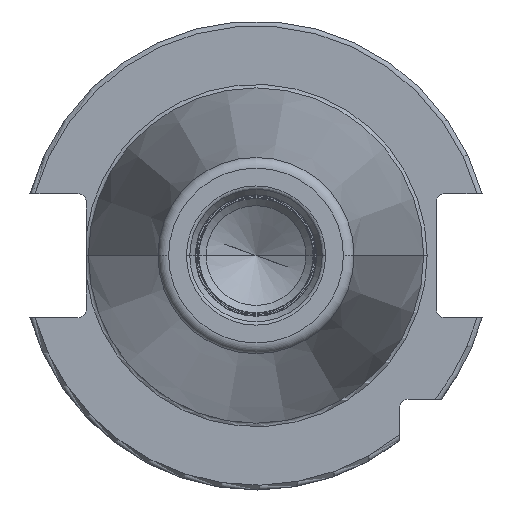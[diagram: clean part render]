
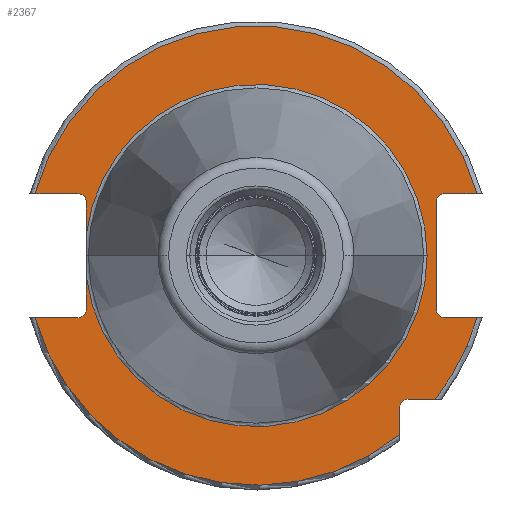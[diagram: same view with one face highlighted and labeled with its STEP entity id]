
A CAD part, left-side view. The second image highlights one B-rep face of the part: STEP entity #2367.
In plain terms, the highlighted planar face has unit normal (-1, 0, 0).
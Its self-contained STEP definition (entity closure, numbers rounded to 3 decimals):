
#105=CARTESIAN_POINT('',(3.2,35.3,-4.415));
#117=CARTESIAN_POINT('',(3.2,0.,0.));
#118=DIRECTION('',(-1.,0.,0.));
#119=DIRECTION('',(0.,0.992,-0.124));
#120=AXIS2_PLACEMENT_3D('',#117,#118,#119);
#135=CARTESIAN_POINT('',(3.2,37.05,-11.15));
#136=DIRECTION('',(1.,0.,0.));
#137=DIRECTION('',(0.,-1.,0.));
#138=AXIS2_PLACEMENT_3D('',#135,#136,#137);
#229=CARTESIAN_POINT('',(3.2,37.05,11.15));
#230=DIRECTION('',(1.,0.,0.));
#231=DIRECTION('',(0.,0.,1.));
#232=AXIS2_PLACEMENT_3D('',#229,#230,#231);
#274=CARTESIAN_POINT('',(3.2,-39.25,11.15));
#275=DIRECTION('',(1.,0.,0.));
#276=DIRECTION('',(0.,1.,0.));
#277=AXIS2_PLACEMENT_3D('',#274,#275,#276);
#292=CARTESIAN_POINT('',(3.2,-39.25,-11.15));
#293=DIRECTION('',(1.,0.,0.));
#294=DIRECTION('',(0.,0.,-1.));
#295=AXIS2_PLACEMENT_3D('',#292,#293,#294);
#358=DIRECTION('',(0.,1.,0.));
#359=VECTOR('',#358,6.711);
#360=CARTESIAN_POINT('',(3.2,-45.961,12.9));
#361=LINE('',#360,#359);
#362=DIRECTION('',(0.,0.,1.));
#363=VECTOR('',#362,22.3);
#364=CARTESIAN_POINT('',(3.2,-37.5,-11.15));
#365=LINE('',#364,#363);
#366=DIRECTION('',(0.,1.,0.));
#367=VECTOR('',#366,6.711);
#368=CARTESIAN_POINT('',(3.2,-45.961,-12.9));
#369=LINE('',#368,#367);
#370=CARTESIAN_POINT('',(3.2,0.,0.));
#371=DIRECTION('',(-1.,0.,0.));
#372=DIRECTION('',(0.,-0.78,-0.625));
#373=AXIS2_PLACEMENT_3D('',#370,#371,#372);
#375=DIRECTION('',(0.,-1.,0.));
#376=VECTOR('',#375,5.654);
#377=CARTESIAN_POINT('',(3.2,-31.6,-29.85));
#378=LINE('',#377,#376);
#379=DIRECTION('',(0.,0.,1.));
#380=VECTOR('',#379,5.654);
#381=CARTESIAN_POINT('',(3.2,-29.85,-37.254));
#382=LINE('',#381,#380);
#383=CARTESIAN_POINT('',(3.2,0.,0.));
#384=DIRECTION('',(-1.,0.,0.));
#385=DIRECTION('',(0.,0.963,-0.27));
#386=AXIS2_PLACEMENT_3D('',#383,#384,#385);
#388=DIRECTION('',(0.,-1.,0.));
#389=VECTOR('',#388,8.911);
#390=CARTESIAN_POINT('',(3.2,45.961,-12.9));
#391=LINE('',#390,#389);
#392=DIRECTION('',(0.,0.,-1.));
#393=VECTOR('',#392,6.735);
#394=CARTESIAN_POINT('',(3.2,35.3,-4.415));
#395=LINE('',#394,#393);
#396=DIRECTION('',(0.,0.,-1.));
#397=VECTOR('',#396,6.735);
#398=CARTESIAN_POINT('',(3.2,35.3,11.15));
#399=LINE('',#398,#397);
#400=DIRECTION('',(0.,-1.,0.));
#401=VECTOR('',#400,8.911);
#402=CARTESIAN_POINT('',(3.2,45.961,12.9));
#403=LINE('',#402,#401);
#404=CARTESIAN_POINT('',(3.2,0.,0.));
#405=DIRECTION('',(1.,0.,0.));
#406=DIRECTION('',(0.,0.963,0.27));
#407=AXIS2_PLACEMENT_3D('',#404,#405,#406);
#409=CARTESIAN_POINT('',(3.2,45.961,-12.9));
#444=CARTESIAN_POINT('',(3.2,-45.961,-12.9));
#451=CARTESIAN_POINT('',(3.2,-37.254,-29.85));
#471=CARTESIAN_POINT('',(3.2,-31.6,-31.6));
#472=DIRECTION('',(1.,0.,0.));
#473=DIRECTION('',(0.,1.,0.));
#474=AXIS2_PLACEMENT_3D('',#471,#472,#473);
#788=CARTESIAN_POINT('',(3.2,45.961,12.9));
#795=CARTESIAN_POINT('',(3.2,-45.961,12.9));
#978=CARTESIAN_POINT('',(3.2,35.3,4.415));
#989=CARTESIAN_POINT('',(3.2,0.,0.));
#990=DIRECTION('',(1.,0.,0.));
#991=DIRECTION('',(0.,0.992,0.124));
#992=AXIS2_PLACEMENT_3D('',#989,#990,#991);
#1562=CARTESIAN_POINT('',(3.2,-35.575,0.));
#1564=VERTEX_POINT('',#1562);
#1688=VERTEX_POINT('',#978);
#1690=VERTEX_POINT('',#105);
#1693=VERTEX_POINT('',#788);
#1694=VERTEX_POINT('',#795);
#1697=VERTEX_POINT('',#409);
#1698=VERTEX_POINT('',#444);
#1721=CARTESIAN_POINT('',(3.2,-29.85,-37.254));
#1722=VERTEX_POINT('',#1721);
#1724=CARTESIAN_POINT('',(3.2,-37.5,-11.15));
#1726=VERTEX_POINT('',#1724);
#1728=CARTESIAN_POINT('',(3.2,-39.25,-12.9));
#1730=VERTEX_POINT('',#1728);
#1732=CARTESIAN_POINT('',(3.2,-39.25,12.9));
#1734=VERTEX_POINT('',#1732);
#1736=CARTESIAN_POINT('',(3.2,-37.5,11.15));
#1738=VERTEX_POINT('',#1736);
#1740=CARTESIAN_POINT('',(3.2,37.05,12.9));
#1742=VERTEX_POINT('',#1740);
#1744=CARTESIAN_POINT('',(3.2,37.05,-12.9));
#1746=VERTEX_POINT('',#1744);
#1747=CARTESIAN_POINT('',(3.2,35.3,11.15));
#1748=VERTEX_POINT('',#1747);
#1749=CARTESIAN_POINT('',(3.2,35.3,-11.15));
#1750=VERTEX_POINT('',#1749);
#1755=CARTESIAN_POINT('',(3.2,-29.85,-31.6));
#1756=CARTESIAN_POINT('',(3.2,-31.6,-29.85));
#1757=VERTEX_POINT('',#1755);
#1758=VERTEX_POINT('',#1756);
#1826=VERTEX_POINT('',#451);
#2334=CARTESIAN_POINT('',(3.2,0.,0.));
#2335=DIRECTION('',(1.,0.,0.));
#2336=DIRECTION('',(0.,-1.,0.));
#2337=AXIS2_PLACEMENT_3D('',#2334,#2335,#2336);
#2338=PLANE('',#2337);
#2339=ORIENTED_EDGE('',*,*,#2168,.T.);
#2340=ORIENTED_EDGE('',*,*,#2204,.F.);
#2341=ORIENTED_EDGE('',*,*,#2217,.F.);
#2342=ORIENTED_EDGE('',*,*,#2233,.F.);
#2343=ORIENTED_EDGE('',*,*,#2267,.F.);
#2345=ORIENTED_EDGE('',*,*,#2344,.F.);
#2347=ORIENTED_EDGE('',*,*,#2346,.F.);
#2349=ORIENTED_EDGE('',*,*,#2348,.F.);
#2351=ORIENTED_EDGE('',*,*,#2350,.F.);
#2353=ORIENTED_EDGE('',*,*,#2352,.F.);
#2354=ORIENTED_EDGE('',*,*,#2307,.T.);
#2355=ORIENTED_EDGE('',*,*,#2007,.F.);
#2356=ORIENTED_EDGE('',*,*,#1992,.F.);
#2357=ORIENTED_EDGE('',*,*,#1969,.T.);
#2359=ORIENTED_EDGE('',*,*,#2358,.F.);
#2360=ORIENTED_EDGE('',*,*,#1987,.F.);
#2361=ORIENTED_EDGE('',*,*,#2108,.F.);
#2362=ORIENTED_EDGE('',*,*,#2142,.F.);
#2364=ORIENTED_EDGE('',*,*,#2363,.T.);
#2365=EDGE_LOOP('',(#2339,#2340,#2341,#2342,#2343,#2345,#2347,#2349,#2351,#2353,
#2354,#2355,#2356,#2357,#2359,#2360,#2361,#2362,#2364));
#2366=FACE_OUTER_BOUND('',#2365,.F.);
#2367=ADVANCED_FACE('',(#2366),#2338,.F.);
#121=CIRCLE('',#120,35.575);
#139=CIRCLE('',#138,1.75);
#233=CIRCLE('',#232,1.75);
#278=CIRCLE('',#277,1.75);
#296=CIRCLE('',#295,1.75);
#374=CIRCLE('',#373,47.738);
#387=CIRCLE('',#386,47.738);
#408=CIRCLE('',#407,47.738);
#475=CIRCLE('',#474,1.75);
#993=CIRCLE('',#992,35.575);
#1969=EDGE_CURVE('',#1690,#1564,#121,.T.);
#1987=EDGE_CURVE('',#1748,#1688,#399,.T.);
#1992=EDGE_CURVE('',#1690,#1750,#395,.T.);
#2007=EDGE_CURVE('',#1750,#1746,#139,.T.);
#2108=EDGE_CURVE('',#1742,#1748,#233,.T.);
#2142=EDGE_CURVE('',#1693,#1742,#403,.T.);
#2168=EDGE_CURVE('',#1694,#1734,#361,.T.);
#2204=EDGE_CURVE('',#1738,#1734,#278,.T.);
#2217=EDGE_CURVE('',#1726,#1738,#365,.T.);
#2233=EDGE_CURVE('',#1730,#1726,#296,.T.);
#2267=EDGE_CURVE('',#1698,#1730,#369,.T.);
#2307=EDGE_CURVE('',#1697,#1746,#391,.T.);
#2344=EDGE_CURVE('',#1826,#1698,#374,.T.);
#2346=EDGE_CURVE('',#1758,#1826,#378,.T.);
#2348=EDGE_CURVE('',#1757,#1758,#475,.T.);
#2350=EDGE_CURVE('',#1722,#1757,#382,.T.);
#2352=EDGE_CURVE('',#1697,#1722,#387,.T.);
#2358=EDGE_CURVE('',#1688,#1564,#993,.T.);
#2363=EDGE_CURVE('',#1693,#1694,#408,.T.);
